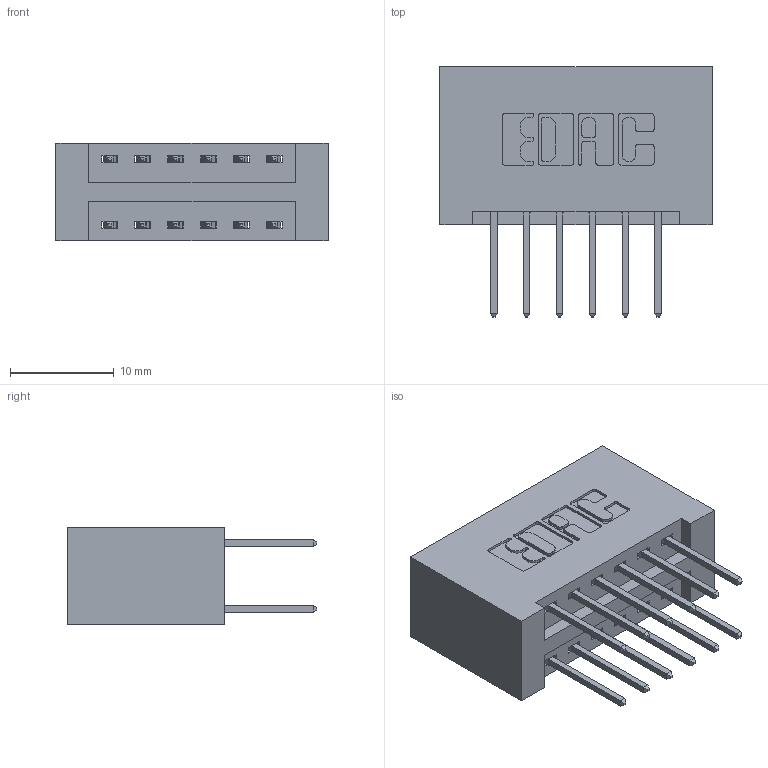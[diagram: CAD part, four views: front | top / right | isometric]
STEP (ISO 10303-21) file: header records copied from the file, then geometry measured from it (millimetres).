
FILE_DESCRIPTION (( 'STEP AP203' ), '1' );
FILE_NAME ('396-012-526-201.STEP', '2019-10-29T19:22:48', ( '' ), ( '' ), 'SwSTEP 2.0', 'SolidWorks 2016', '' );
FILE_SCHEMA (( 'CONFIG_CONTROL_DESIGN' ));
Length unit declared in the file: inch
Products named in the file (3): 345-292-001_345-293-126; 396-012-526-201; 346 Part_No Mounting Lugs
Assembly tree (13 placements, depth 2):
  396-012-526-201
    346 Part_No Mounting Lugs
    345-292-001_345-293-126  x12
Bounding box: 26.29 x 24.13 x 9.4 mm (x, y, z)
Volume: 2876.9 mm3; surface area: 3639.9 mm2
Topology: 13 solids, 13 shells, 738 faces, 2165 edges, 1426 vertices
Faces by surface type: plane 492, cylinder 246
Entity records: 8503 total; most frequent: CARTESIAN_POINT 1448, ORIENTED_EDGE 1382, DIRECTION 1323, EDGE_CURVE 691, LINE 543, VECTOR 543, VERTEX_POINT 458, AXIS2_PLACEMENT_3D 390
